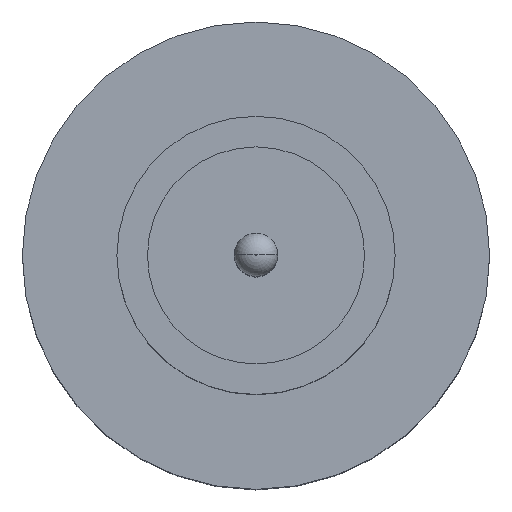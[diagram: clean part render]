
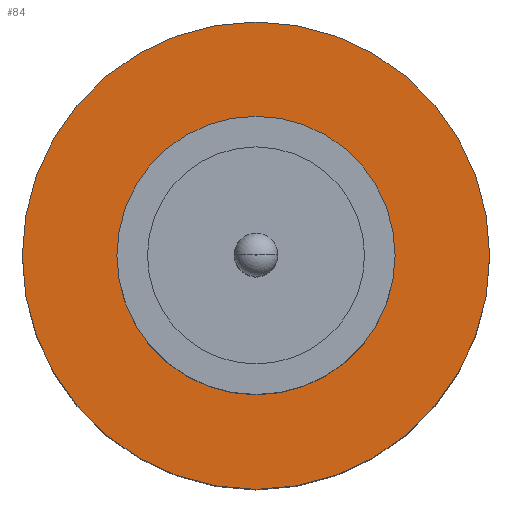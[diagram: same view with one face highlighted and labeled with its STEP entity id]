
A CAD part, top view. The second image highlights one B-rep face of the part: STEP entity #84.
In plain terms, the highlighted planar face has unit normal (0, 0, 1).
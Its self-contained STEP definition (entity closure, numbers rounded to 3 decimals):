
#9 = DIRECTION ( 'NONE',  ( 1., 0., 0. ) ) ;
#14 = EDGE_LOOP ( 'NONE', ( #554, #380 ) ) ;
#55 = VERTEX_POINT ( 'NONE', #653 ) ;
#83 = DIRECTION ( 'NONE',  ( 0., 0., 1. ) ) ;
#84 = ADVANCED_FACE ( 'NONE', ( #255, #232 ), #208, .T. ) ;
#96 = CIRCLE ( 'NONE', #160, 1.25 ) ;
#160 = AXIS2_PLACEMENT_3D ( 'NONE', #331, #899, #198 ) ;
#190 = CARTESIAN_POINT ( 'NONE',  ( 2.1, 0., 1.55 ) ) ;
#198 = DIRECTION ( 'NONE',  ( 1., 0., 0. ) ) ;
#203 = EDGE_LOOP ( 'NONE', ( #705, #596 ) ) ;
#208 = PLANE ( 'NONE',  #467 ) ;
#232 = FACE_OUTER_BOUND ( 'NONE', #203, .T. ) ;
#255 = FACE_BOUND ( 'NONE', #14, .T. ) ;
#258 = EDGE_CURVE ( 'NONE', #55, #579, #96, .T. ) ;
#277 = CARTESIAN_POINT ( 'NONE',  ( 0., 0., 1.55 ) ) ;
#281 = CARTESIAN_POINT ( 'NONE',  ( 0., 0., 1.55 ) ) ;
#290 = EDGE_CURVE ( 'NONE', #720, #753, #595, .T. ) ;
#322 = CARTESIAN_POINT ( 'NONE',  ( -2.1, 0., 1.55 ) ) ;
#331 = CARTESIAN_POINT ( 'NONE',  ( 0., 0., 1.55 ) ) ;
#343 = CIRCLE ( 'NONE', #767, 2.1 ) ;
#363 = EDGE_CURVE ( 'NONE', #579, #55, #904, .T. ) ;
#373 = DIRECTION ( 'NONE',  ( 0., 0., 1. ) ) ;
#380 = ORIENTED_EDGE ( 'NONE', *, *, #258, .F. ) ;
#431 = CARTESIAN_POINT ( 'NONE',  ( 0., 0., 1.55 ) ) ;
#467 = AXIS2_PLACEMENT_3D ( 'NONE', #431, #649, #704 ) ;
#507 = EDGE_CURVE ( 'NONE', #753, #720, #343, .T. ) ;
#554 = ORIENTED_EDGE ( 'NONE', *, *, #363, .F. ) ;
#574 = AXIS2_PLACEMENT_3D ( 'NONE', #808, #373, #873 ) ;
#579 = VERTEX_POINT ( 'NONE', #597 ) ;
#595 = CIRCLE ( 'NONE', #699, 2.1 ) ;
#596 = ORIENTED_EDGE ( 'NONE', *, *, #507, .T. ) ;
#597 = CARTESIAN_POINT ( 'NONE',  ( 1.25, 0., 1.55 ) ) ;
#649 = DIRECTION ( 'NONE',  ( 0., 0., 1. ) ) ;
#653 = CARTESIAN_POINT ( 'NONE',  ( -1.25, 0., 1.55 ) ) ;
#699 = AXIS2_PLACEMENT_3D ( 'NONE', #281, #83, #843 ) ;
#704 = DIRECTION ( 'NONE',  ( 1., 0., 0. ) ) ;
#705 = ORIENTED_EDGE ( 'NONE', *, *, #290, .T. ) ;
#720 = VERTEX_POINT ( 'NONE', #322 ) ;
#753 = VERTEX_POINT ( 'NONE', #190 ) ;
#767 = AXIS2_PLACEMENT_3D ( 'NONE', #277, #847, #9 ) ;
#808 = CARTESIAN_POINT ( 'NONE',  ( 0., 0., 1.55 ) ) ;
#843 = DIRECTION ( 'NONE',  ( 1., 0., 0. ) ) ;
#847 = DIRECTION ( 'NONE',  ( 0., 0., 1. ) ) ;
#873 = DIRECTION ( 'NONE',  ( 1., 0., 0. ) ) ;
#899 = DIRECTION ( 'NONE',  ( 0., 0., 1. ) ) ;
#904 = CIRCLE ( 'NONE', #574, 1.25 ) ;
